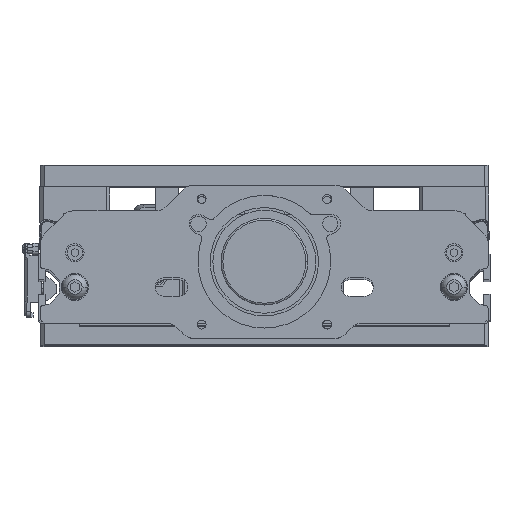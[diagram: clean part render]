
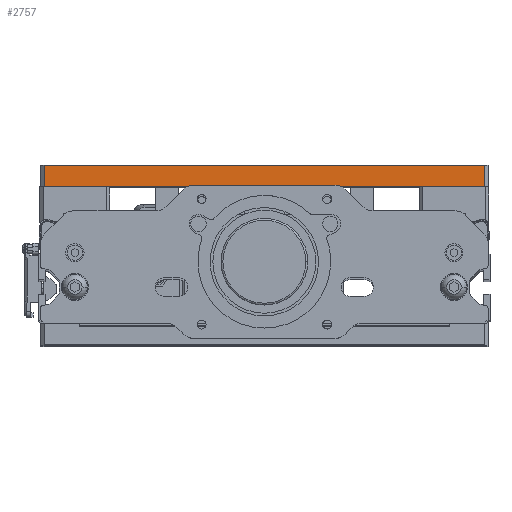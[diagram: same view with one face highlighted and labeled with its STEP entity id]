
A CAD part, top view. The second image highlights one B-rep face of the part: STEP entity #2757.
In plain terms, the highlighted planar face has unit normal (0, 0, 1).
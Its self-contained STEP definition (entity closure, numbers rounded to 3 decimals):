
#733 = AXIS2_PLACEMENT_3D ( 'NONE', #1861, #32820, #56807 ) ;
#1861 = CARTESIAN_POINT ( 'NONE',  ( -122., 88., 335. ) ) ;
#2757 = ADVANCED_FACE ( 'NONE', ( #8961 ), #31656, .T. ) ;
#8040 = CARTESIAN_POINT ( 'NONE',  ( 122., 88., 335. ) ) ;
#8961 = FACE_OUTER_BOUND ( 'NONE', #59080, .T. ) ;
#13187 = VERTEX_POINT ( 'NONE', #8040 ) ;
#15181 = CARTESIAN_POINT ( 'NONE',  ( 122., 100., 335. ) ) ;
#16393 = CARTESIAN_POINT ( 'NONE',  ( -122., 88., 335. ) ) ;
#17730 = LINE ( 'NONE', #18121, #48922 ) ;
#18121 = CARTESIAN_POINT ( 'NONE',  ( 122., 88., 335. ) ) ;
#18515 = DIRECTION ( 'NONE',  ( 0., 1., 0. ) ) ;
#23690 = ORIENTED_EDGE ( 'NONE', *, *, #76210, .F. ) ;
#24169 = ORIENTED_EDGE ( 'NONE', *, *, #64074, .T. ) ;
#25526 = CARTESIAN_POINT ( 'NONE',  ( -122., 100., 335. ) ) ;
#29864 = DIRECTION ( 'NONE',  ( 1., 0., 0. ) ) ;
#31405 = LINE ( 'NONE', #25526, #32730 ) ;
#31656 = PLANE ( 'NONE',  #733 ) ;
#32730 = VECTOR ( 'NONE', #29864, 1000. ) ;
#32820 = DIRECTION ( 'NONE',  ( 0., 0., 1. ) ) ;
#34492 = ORIENTED_EDGE ( 'NONE', *, *, #76153, .F. ) ;
#34521 = LINE ( 'NONE', #62931, #61397 ) ;
#45886 = CARTESIAN_POINT ( 'NONE',  ( -122., 88., 335. ) ) ;
#48922 = VECTOR ( 'NONE', #18515, 1000. ) ;
#55790 = DIRECTION ( 'NONE',  ( 0., 1., 0. ) ) ;
#56222 = CARTESIAN_POINT ( 'NONE',  ( -122., 100., 335. ) ) ;
#56807 = DIRECTION ( 'NONE',  ( 1., 0., 0. ) ) ;
#58111 = EDGE_CURVE ( 'NONE', #13187, #76524, #17730, .T. ) ;
#59080 = EDGE_LOOP ( 'NONE', ( #34492, #23690, #24169, #67473 ) ) ;
#59514 = VERTEX_POINT ( 'NONE', #45886 ) ;
#61397 = VECTOR ( 'NONE', #69200, 1000. ) ;
#62931 = CARTESIAN_POINT ( 'NONE',  ( -122., 88., 335. ) ) ;
#64074 = EDGE_CURVE ( 'NONE', #59514, #13187, #34521, .T. ) ;
#67473 = ORIENTED_EDGE ( 'NONE', *, *, #58111, .T. ) ;
#69200 = DIRECTION ( 'NONE',  ( 1., 0., 0. ) ) ;
#69831 = LINE ( 'NONE', #16393, #76686 ) ;
#76153 = EDGE_CURVE ( 'NONE', #77365, #76524, #31405, .T. ) ;
#76210 = EDGE_CURVE ( 'NONE', #59514, #77365, #69831, .T. ) ;
#76524 = VERTEX_POINT ( 'NONE', #15181 ) ;
#76686 = VECTOR ( 'NONE', #55790, 1000. ) ;
#77365 = VERTEX_POINT ( 'NONE', #56222 ) ;
